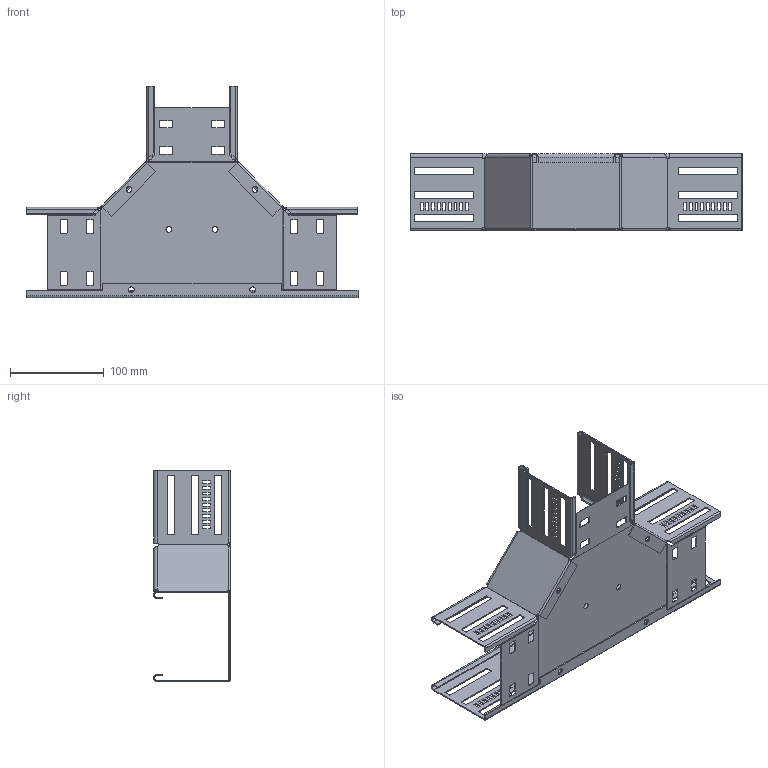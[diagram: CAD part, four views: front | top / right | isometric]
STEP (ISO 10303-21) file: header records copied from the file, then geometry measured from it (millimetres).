
FILE_DESCRIPTION (( 'STEP AP214' ), '1' );
FILE_NAME ('6038230.STEP', '2024-10-25T14:03:19', ( '' ), ( '' ), 'SwSTEP 2.0', 'SolidWorks 2024', '' );
FILE_SCHEMA (( 'AUTOMOTIVE_DESIGN' ));
Length unit declared in the file: millimetre
Products named in the file (4): 167655_85x90°; 181473_100; 172072_100; 6038230
Assembly tree (4 placements, depth 2):
  6038230
    172072_100
    167655_85x90°  x2
    181473_100
Bounding box: 354 x 82 x 224.99 mm (x, y, z)
Volume: 118966.1 mm3; surface area: 229350.5 mm2
Topology: 4 solids, 4 shells, 714 faces, 1974 edges, 1268 vertices
Faces by surface type: plane 506, cylinder 192, bspline 16
Entity records: 17055 total; most frequent: CARTESIAN_POINT 3409, ORIENTED_EDGE 2876, DIRECTION 2648, EDGE_CURVE 1438, VECTOR 1098, LINE 1098, VERTEX_POINT 932, AXIS2_PLACEMENT_3D 775
